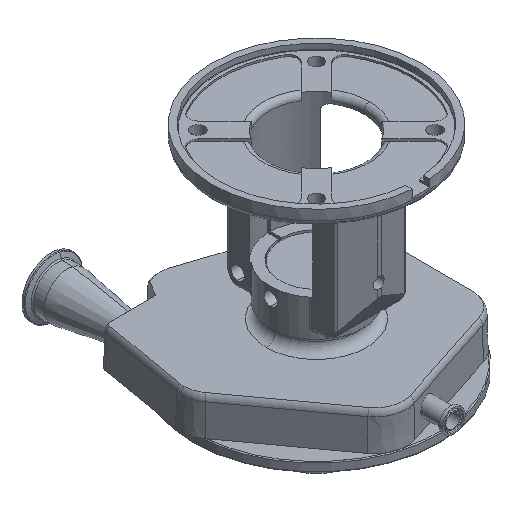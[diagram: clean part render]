
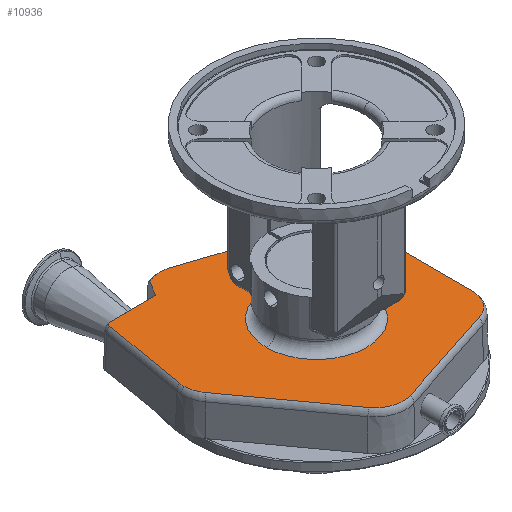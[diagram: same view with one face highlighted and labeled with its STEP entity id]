
A CAD part, isometric view. The second image highlights one B-rep face of the part: STEP entity #10936.
In plain terms, the highlighted planar face has unit normal (0, 0, 1).
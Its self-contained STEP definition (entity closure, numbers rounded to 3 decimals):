
#7 = CARTESIAN_POINT ( 'NONE',  ( -136.828, 8.501, -189. ) ) ;
#21 = CARTESIAN_POINT ( 'NONE',  ( -30.747, -94.63, -189. ) ) ;
#258 = VERTEX_POINT ( 'NONE', #12756 ) ;
#361 = DIRECTION ( 'NONE',  ( 1., 0., 0. ) ) ;
#528 = AXIS2_PLACEMENT_3D ( 'NONE', #11844, #658, #4723 ) ;
#597 = LINE ( 'NONE', #862, #5563 ) ;
#622 = DIRECTION ( 'NONE',  ( 1., 0., 0. ) ) ;
#630 = EDGE_CURVE ( 'NONE', #7626, #9760, #1477, .T. ) ;
#658 = DIRECTION ( 'NONE',  ( 0., 0., 1. ) ) ;
#684 = CARTESIAN_POINT ( 'NONE',  ( 0., 0., -189. ) ) ;
#824 = AXIS2_PLACEMENT_3D ( 'NONE', #21, #12933, #1020 ) ;
#862 = CARTESIAN_POINT ( 'NONE',  ( 111.666, -94.63, -189. ) ) ;
#1020 = DIRECTION ( 'NONE',  ( 1., 0., 0. ) ) ;
#1058 = VERTEX_POINT ( 'NONE', #8482 ) ;
#1248 = VECTOR ( 'NONE', #2425, 1000. ) ;
#1253 = FACE_BOUND ( 'NONE', #9453, .T. ) ;
#1264 = DIRECTION ( 'NONE',  ( -0.5, -0.866, 0. ) ) ;
#1331 = AXIS2_PLACEMENT_3D ( 'NONE', #684, #12608, #622 ) ;
#1369 = DIRECTION ( 'NONE',  ( 0., 0., -1. ) ) ;
#1417 = LINE ( 'NONE', #9537, #9088 ) ;
#1477 = CIRCLE ( 'NONE', #8913, 31.169 ) ;
#1619 = ORIENTED_EDGE ( 'NONE', *, *, #4740, .F. ) ;
#1789 = ORIENTED_EDGE ( 'NONE', *, *, #10465, .F. ) ;
#1822 = ORIENTED_EDGE ( 'NONE', *, *, #4310, .F. ) ;
#2033 = CARTESIAN_POINT ( 'NONE',  ( 80.497, -58.485, -189. ) ) ;
#2063 = ORIENTED_EDGE ( 'NONE', *, *, #2170, .F. ) ;
#2170 = EDGE_CURVE ( 'NONE', #9760, #9420, #597, .T. ) ;
#2199 = CARTESIAN_POINT ( 'NONE',  ( -118.603, 110., -189. ) ) ;
#2280 = ORIENTED_EDGE ( 'NONE', *, *, #3978, .F. ) ;
#2297 = DIRECTION ( 'NONE',  ( 1., 0., 0. ) ) ;
#2353 = DIRECTION ( 'NONE',  ( -0.588, 0.809, 0. ) ) ;
#2425 = DIRECTION ( 'NONE',  ( 0.168, 0.986, 0. ) ) ;
#2451 = ORIENTED_EDGE ( 'NONE', *, *, #10614, .F. ) ;
#2623 = DIRECTION ( 'NONE',  ( 1., 0., 0. ) ) ;
#2638 = VECTOR ( 'NONE', #2353, 1000. ) ;
#2698 = CARTESIAN_POINT ( 'NONE',  ( -105.659, 8.501, -189. ) ) ;
#2743 = CARTESIAN_POINT ( 'NONE',  ( 111.666, -58.485, -189. ) ) ;
#2804 = ORIENTED_EDGE ( 'NONE', *, *, #3143, .F. ) ;
#2885 = DIRECTION ( 'NONE',  ( 1., 0., 0. ) ) ;
#2896 = CARTESIAN_POINT ( 'NONE',  ( 0., 110., -189. ) ) ;
#2945 = AXIS2_PLACEMENT_3D ( 'NONE', #9554, #12607, #6575 ) ;
#3051 = EDGE_CURVE ( 'NONE', #12837, #4972, #8558, .T. ) ;
#3091 = VERTEX_POINT ( 'NONE', #3299 ) ;
#3143 = EDGE_CURVE ( 'NONE', #8608, #10754, #6017, .T. ) ;
#3299 = CARTESIAN_POINT ( 'NONE',  ( -54.056, 127.697, -189. ) ) ;
#3423 = VERTEX_POINT ( 'NONE', #10133 ) ;
#3513 = CIRCLE ( 'NONE', #528, 228.831 ) ;
#3622 = VECTOR ( 'NONE', #7942, 1000. ) ;
#3650 = VERTEX_POINT ( 'NONE', #8749 ) ;
#3978 = EDGE_CURVE ( 'NONE', #3650, #7626, #7011, .T. ) ;
#3984 = AXIS2_PLACEMENT_3D ( 'NONE', #5974, #7776, #2623 ) ;
#4033 = VERTEX_POINT ( 'NONE', #6014 ) ;
#4060 = CARTESIAN_POINT ( 'NONE',  ( -21.354, 187.329, -189. ) ) ;
#4213 = AXIS2_PLACEMENT_3D ( 'NONE', #2698, #11878, #2885 ) ;
#4310 = EDGE_CURVE ( 'NONE', #10754, #8608, #9001, .T. ) ;
#4532 = PLANE ( 'NONE',  #9722 ) ;
#4723 = DIRECTION ( 'NONE',  ( -1., 0., 0. ) ) ;
#4740 = EDGE_CURVE ( 'NONE', #11555, #4033, #9664, .T. ) ;
#4972 = VERTEX_POINT ( 'NONE', #2199 ) ;
#5099 = VERTEX_POINT ( 'NONE', #13044 ) ;
#5241 = CARTESIAN_POINT ( 'NONE',  ( 0., 175., -189. ) ) ;
#5271 = EDGE_CURVE ( 'NONE', #8186, #3091, #3513, .T. ) ;
#5313 = DIRECTION ( 'NONE',  ( 0., 0., 1. ) ) ;
#5563 = VECTOR ( 'NONE', #5944, 1000. ) ;
#5756 = ORIENTED_EDGE ( 'NONE', *, *, #630, .F. ) ;
#5823 = ORIENTED_EDGE ( 'NONE', *, *, #5826, .F. ) ;
#5826 = EDGE_CURVE ( 'NONE', #5099, #12837, #12549, .T. ) ;
#5944 = DIRECTION ( 'NONE',  ( 0., -1., 0. ) ) ;
#5974 = CARTESIAN_POINT ( 'NONE',  ( -105.659, 8.501, -189. ) ) ;
#6014 = CARTESIAN_POINT ( 'NONE',  ( -130.877, -9.817, -189. ) ) ;
#6017 = CIRCLE ( 'NONE', #1331, 55. ) ;
#6318 = DIRECTION ( 'NONE',  ( 1., 0., 0. ) ) ;
#6575 = DIRECTION ( 'NONE',  ( 1., 0., 0. ) ) ;
#6587 = CIRCLE ( 'NONE', #824, 31.169 ) ;
#6622 = CARTESIAN_POINT ( 'NONE',  ( -56.311, 126.782, -189. ) ) ;
#6925 = CARTESIAN_POINT ( 'NONE',  ( 0., 0., -189. ) ) ;
#7011 = LINE ( 'NONE', #12119, #3622 ) ;
#7084 = ORIENTED_EDGE ( 'NONE', *, *, #5271, .F. ) ;
#7251 = DIRECTION ( 'NONE',  ( 0., 0., -1. ) ) ;
#7398 = ORIENTED_EDGE ( 'NONE', *, *, #8254, .F. ) ;
#7418 = EDGE_CURVE ( 'NONE', #258, #4972, #12082, .T. ) ;
#7454 = CARTESIAN_POINT ( 'NONE',  ( 90.246, 88.09, -189. ) ) ;
#7508 = CARTESIAN_POINT ( 'NONE',  ( -55.966, -112.948, -189. ) ) ;
#7626 = VERTEX_POINT ( 'NONE', #7454 ) ;
#7776 = DIRECTION ( 'NONE',  ( 0., 0., -1. ) ) ;
#7927 = DIRECTION ( 'NONE',  ( 0., 0., 1. ) ) ;
#7942 = DIRECTION ( 'NONE',  ( 0.95, -0.313, 0. ) ) ;
#8186 = VERTEX_POINT ( 'NONE', #6622 ) ;
#8233 = VECTOR ( 'NONE', #1264, 1000. ) ;
#8254 = EDGE_CURVE ( 'NONE', #3423, #1058, #1417, .T. ) ;
#8255 = DIRECTION ( 'NONE',  ( 1., 0., 0. ) ) ;
#8482 = CARTESIAN_POINT ( 'NONE',  ( -21.115, -124.274, -189. ) ) ;
#8495 = CARTESIAN_POINT ( 'NONE',  ( 80.497, 58.485, -189. ) ) ;
#8558 = CIRCLE ( 'NONE', #11087, 7.141 ) ;
#8608 = VERTEX_POINT ( 'NONE', #10455 ) ;
#8660 = CIRCLE ( 'NONE', #12039, 31.169 ) ;
#8673 = CIRCLE ( 'NONE', #3984, 31.169 ) ;
#8749 = CARTESIAN_POINT ( 'NONE',  ( -32.427, 128.486, -189. ) ) ;
#8899 = CIRCLE ( 'NONE', #2945, 31.169 ) ;
#8913 = AXIS2_PLACEMENT_3D ( 'NONE', #8495, #12606, #2297 ) ;
#9001 = CIRCLE ( 'NONE', #9642, 55. ) ;
#9044 = DIRECTION ( 'NONE',  ( 1., 0., 0. ) ) ;
#9088 = VECTOR ( 'NONE', #11050, 1000. ) ;
#9110 = ORIENTED_EDGE ( 'NONE', *, *, #13004, .F. ) ;
#9145 = EDGE_CURVE ( 'NONE', #1058, #11555, #6587, .T. ) ;
#9373 = ORIENTED_EDGE ( 'NONE', *, *, #10582, .F. ) ;
#9420 = VERTEX_POINT ( 'NONE', #2743 ) ;
#9453 = EDGE_LOOP ( 'NONE', ( #1822, #2804 ) ) ;
#9537 = CARTESIAN_POINT ( 'NONE',  ( -21.115, -124.274, -189. ) ) ;
#9554 = CARTESIAN_POINT ( 'NONE',  ( -42.176, 98.881, -189. ) ) ;
#9642 = AXIS2_PLACEMENT_3D ( 'NONE', #6925, #7927, #9044 ) ;
#9656 = VERTEX_POINT ( 'NONE', #7 ) ;
#9664 = LINE ( 'NONE', #7508, #2638 ) ;
#9722 = AXIS2_PLACEMENT_3D ( 'NONE', #5241, #5313, #8255 ) ;
#9760 = VERTEX_POINT ( 'NONE', #10710 ) ;
#9836 = CARTESIAN_POINT ( 'NONE',  ( -55.966, -112.948, -189. ) ) ;
#10104 = EDGE_CURVE ( 'NONE', #8186, #258, #13175, .T. ) ;
#10133 = CARTESIAN_POINT ( 'NONE',  ( 90.129, -88.128, -189. ) ) ;
#10151 = EDGE_LOOP ( 'NONE', ( #7084, #12973, #10807, #11911, #5823, #9373, #2451, #1619, #11116, #7398, #1789, #2063, #5756, #2280, #9110 ) ) ;
#10455 = CARTESIAN_POINT ( 'NONE',  ( -55., 0., -189. ) ) ;
#10465 = EDGE_CURVE ( 'NONE', #9420, #3423, #8660, .T. ) ;
#10582 = EDGE_CURVE ( 'NONE', #9656, #5099, #12280, .T. ) ;
#10614 = EDGE_CURVE ( 'NONE', #4033, #9656, #8673, .T. ) ;
#10710 = CARTESIAN_POINT ( 'NONE',  ( 111.666, 58.485, -189. ) ) ;
#10754 = VERTEX_POINT ( 'NONE', #12389 ) ;
#10807 = ORIENTED_EDGE ( 'NONE', *, *, #7418, .T. ) ;
#10936 = ADVANCED_FACE ( 'NONE', ( #1253, #12424 ), #4532, .T. ) ;
#11050 = DIRECTION ( 'NONE',  ( -0.951, -0.309, 0. ) ) ;
#11076 = DIRECTION ( 'NONE',  ( -1., 0., 0. ) ) ;
#11087 = AXIS2_PLACEMENT_3D ( 'NONE', #12412, #1369, #361 ) ;
#11116 = ORIENTED_EDGE ( 'NONE', *, *, #9145, .F. ) ;
#11555 = VERTEX_POINT ( 'NONE', #9836 ) ;
#11844 = CARTESIAN_POINT ( 'NONE',  ( -141.268, 339.257, -189. ) ) ;
#11878 = DIRECTION ( 'NONE',  ( 0., 0., -1. ) ) ;
#11886 = CARTESIAN_POINT ( 'NONE',  ( -120.629, 106.114, -189. ) ) ;
#11911 = ORIENTED_EDGE ( 'NONE', *, *, #3051, .F. ) ;
#12016 = VECTOR ( 'NONE', #11076, 1000. ) ;
#12039 = AXIS2_PLACEMENT_3D ( 'NONE', #2033, #7251, #6318 ) ;
#12082 = LINE ( 'NONE', #2896, #12016 ) ;
#12119 = CARTESIAN_POINT ( 'NONE',  ( 35.373, 106.16, -189. ) ) ;
#12280 = CIRCLE ( 'NONE', #4213, 31.169 ) ;
#12291 = CARTESIAN_POINT ( 'NONE',  ( -151.359, -74.059, -189. ) ) ;
#12389 = CARTESIAN_POINT ( 'NONE',  ( 55., 0., -189. ) ) ;
#12412 = CARTESIAN_POINT ( 'NONE',  ( -113.59, 104.914, -189. ) ) ;
#12424 = FACE_OUTER_BOUND ( 'NONE', #10151, .T. ) ;
#12549 = LINE ( 'NONE', #12291, #1248 ) ;
#12606 = DIRECTION ( 'NONE',  ( 0., 0., -1. ) ) ;
#12607 = DIRECTION ( 'NONE',  ( 0., 0., -1. ) ) ;
#12608 = DIRECTION ( 'NONE',  ( 0., 0., 1. ) ) ;
#12756 = CARTESIAN_POINT ( 'NONE',  ( -66., 110., -189. ) ) ;
#12837 = VERTEX_POINT ( 'NONE', #11886 ) ;
#12933 = DIRECTION ( 'NONE',  ( 0., 0., -1. ) ) ;
#12973 = ORIENTED_EDGE ( 'NONE', *, *, #10104, .T. ) ;
#13004 = EDGE_CURVE ( 'NONE', #3091, #3650, #8899, .T. ) ;
#13044 = CARTESIAN_POINT ( 'NONE',  ( -136.384, 13.741, -189. ) ) ;
#13175 = LINE ( 'NONE', #4060, #8233 ) ;
